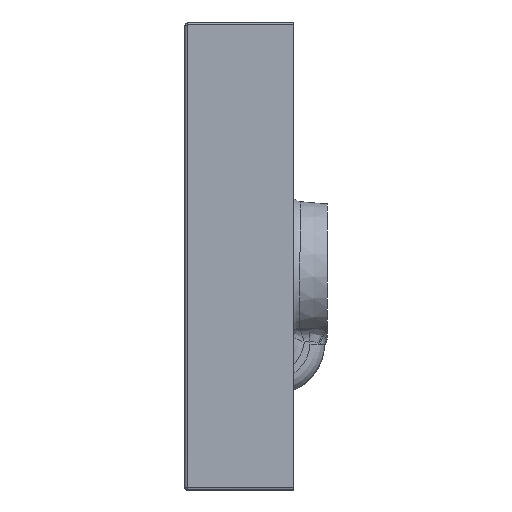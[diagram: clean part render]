
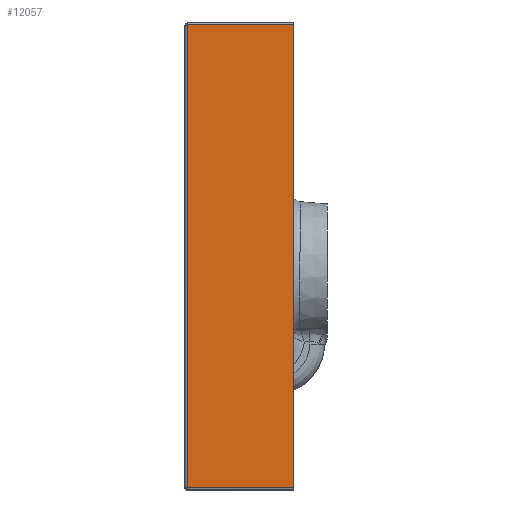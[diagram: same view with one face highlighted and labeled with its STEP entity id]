
A CAD part, left-side view. The second image highlights one B-rep face of the part: STEP entity #12057.
In plain terms, the highlighted planar face has unit normal (-1, 0.009, 0).
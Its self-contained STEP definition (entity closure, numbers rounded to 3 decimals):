
#202 = VERTEX_POINT ( 'NONE', #11657 ) ;
#884 = DIRECTION ( 'NONE',  ( 0., 0., -1. ) ) ;
#1040 = VECTOR ( 'NONE', #7085, 1000. ) ;
#1296 = VERTEX_POINT ( 'NONE', #4147 ) ;
#2221 = VERTEX_POINT ( 'NONE', #11940 ) ;
#2245 = CARTESIAN_POINT ( 'NONE',  ( -250., -15., 225. ) ) ;
#2548 = DIRECTION ( 'NONE',  ( -0.009, -1., 0. ) ) ;
#2872 = CARTESIAN_POINT ( 'NONE',  ( -250., -15., -223. ) ) ;
#3105 = VERTEX_POINT ( 'NONE', #13155 ) ;
#3203 = ORIENTED_EDGE ( 'NONE', *, *, #10229, .T. ) ;
#3601 = PLANE ( 'NONE',  #7745 ) ;
#3938 = LINE ( 'NONE', #7318, #8525 ) ;
#4147 = CARTESIAN_POINT ( 'NONE',  ( -250., -15., -223. ) ) ;
#4560 = ORIENTED_EDGE ( 'NONE', *, *, #7336, .T. ) ;
#5510 = LINE ( 'NONE', #11826, #11577 ) ;
#6328 = DIRECTION ( 'NONE',  ( 0., 0., -1. ) ) ;
#7085 = DIRECTION ( 'NONE',  ( 0.009, 1., -0.009 ) ) ;
#7318 = CARTESIAN_POINT ( 'NONE',  ( -249.11, 87.026, 225. ) ) ;
#7336 = EDGE_CURVE ( 'NONE', #2221, #1296, #9865, .T. ) ;
#7745 = AXIS2_PLACEMENT_3D ( 'NONE', #2245, #8417, #2548 ) ;
#8417 = DIRECTION ( 'NONE',  ( -1., 0.009, 0. ) ) ;
#8525 = VECTOR ( 'NONE', #6328, 1000. ) ;
#8531 = LINE ( 'NONE', #10842, #1040 ) ;
#9865 = LINE ( 'NONE', #2872, #13881 ) ;
#10229 = EDGE_CURVE ( 'NONE', #3105, #2221, #3938, .T. ) ;
#10720 = EDGE_CURVE ( 'NONE', #202, #1296, #5510, .T. ) ;
#10842 = CARTESIAN_POINT ( 'NONE',  ( -250., -15.017, 223. ) ) ;
#10873 = EDGE_LOOP ( 'NONE', ( #3203, #4560, #11183, #15340 ) ) ;
#11183 = ORIENTED_EDGE ( 'NONE', *, *, #10720, .F. ) ;
#11577 = VECTOR ( 'NONE', #884, 1000. ) ;
#11594 = DIRECTION ( 'NONE',  ( -0.009, -1., 0. ) ) ;
#11657 = CARTESIAN_POINT ( 'NONE',  ( -250., -15., 223. ) ) ;
#11826 = CARTESIAN_POINT ( 'NONE',  ( -250., -15., 225. ) ) ;
#11940 = CARTESIAN_POINT ( 'NONE',  ( -249.11, 87.026, -223. ) ) ;
#12057 = ADVANCED_FACE ( 'NONE', ( #12077 ), #3601, .T. ) ;
#12077 = FACE_OUTER_BOUND ( 'NONE', #10873, .T. ) ;
#13155 = CARTESIAN_POINT ( 'NONE',  ( -249.11, 87.026, 222.11 ) ) ;
#13881 = VECTOR ( 'NONE', #11594, 1000. ) ;
#14442 = EDGE_CURVE ( 'NONE', #202, #3105, #8531, .T. ) ;
#15340 = ORIENTED_EDGE ( 'NONE', *, *, #14442, .T. ) ;
